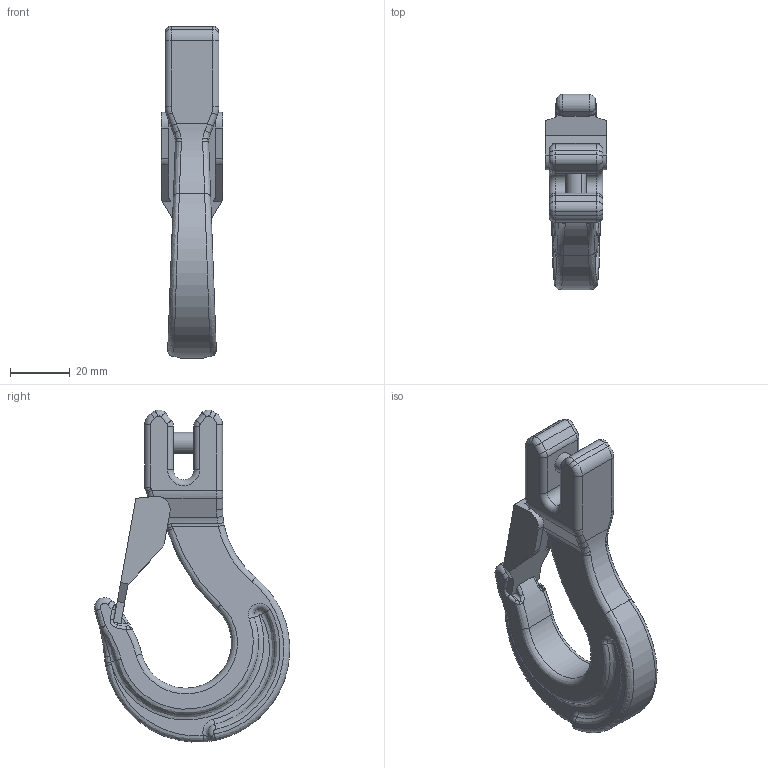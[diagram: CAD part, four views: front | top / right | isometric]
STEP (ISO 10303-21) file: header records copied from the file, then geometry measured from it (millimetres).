
FILE_DESCRIPTION(('CATIA V5 STEP Exchange'),'2;1');
FILE_NAME('8-043_S-06.stp','2014-02-14T03:52:57+00:00',('none'),('none'),'CATIA Version 5 Release 21 GA (IN-10)','CATIA V5 STEP AP203','none');
FILE_SCHEMA(('CONFIG_CONTROL_DESIGN'));
Length unit declared in the file: millimetre
Products named in the file (1): 8-043/S-06
Bounding box: 20.4 x 65.23 x 110.88 mm (x, y, z)
Volume: 44977.8 mm3; surface area: 14392 mm2
Topology: 1 solids, 1 shells, 212 faces, 526 edges, 310 vertices
Faces by surface type: bspline 82, cylinder 55, plane 39, torus 16, revolution 12, sphere 4, extrusion 4
Entity records: 11952 total; most frequent: CARTESIAN_POINT 7781, ORIENTED_EDGE 1048, EDGE_CURVE 524, DIRECTION 483, VERTEX_POINT 310, B_SPLINE_CURVE_WITH_KNOTS 291, AXIS2_PLACEMENT_3D 225, EDGE_LOOP 214
